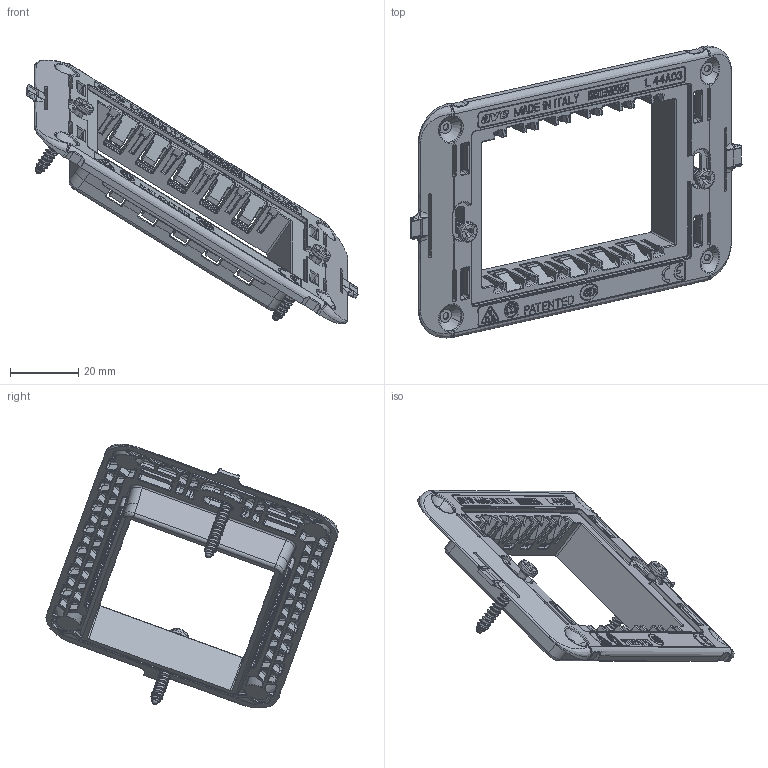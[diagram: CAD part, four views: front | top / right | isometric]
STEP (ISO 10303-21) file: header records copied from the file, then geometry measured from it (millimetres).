
FILE_DESCRIPTION(('CATIA V5 STEP Exchange'),'2;1');
FILE_NAME('44A03.stp','2024-11-14T08:16:14+00:00',('none'),('none'),'CATIA Version 5-6 Release 2016 SP6','CATIA V5 STEP AP203','none');
FILE_SCHEMA(('CONFIG_CONTROL_DESIGN'));
Products named in the file (1): 44A03
Assembly tree (3 placements, depth 2):
  44A03
    #57
    #174306  x2
Bounding box: 97.61 x 85.9 x 77.55 mm (x, y, z)
Volume: 15851.1 mm3; surface area: 21584.7 mm2
Topology: 3 solids, 3 shells, 5282 faces, 13374 edges, 8138 vertices
Faces by surface type: plane 2193, cylinder 1743, bspline 980, cone 150, torus 117, sphere 68, extrusion 31
Entity records: 184806 total; most frequent: CARTESIAN_POINT 81834, ORIENTED_EDGE 25198, DIRECTION 14400, EDGE_CURVE 12599, VERTEX_POINT 7773, VECTOR 6573, LINE 6542, EDGE_LOOP 5184
